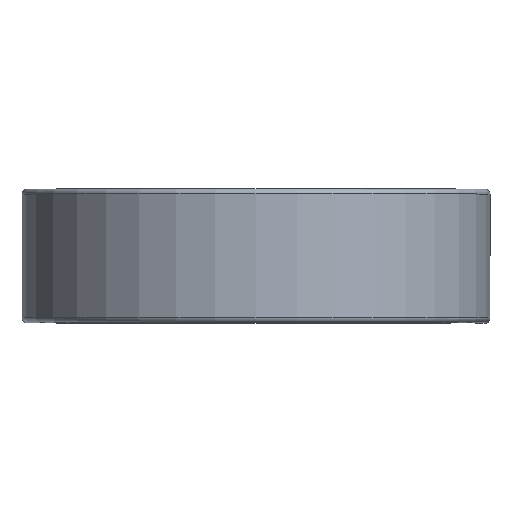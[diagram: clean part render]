
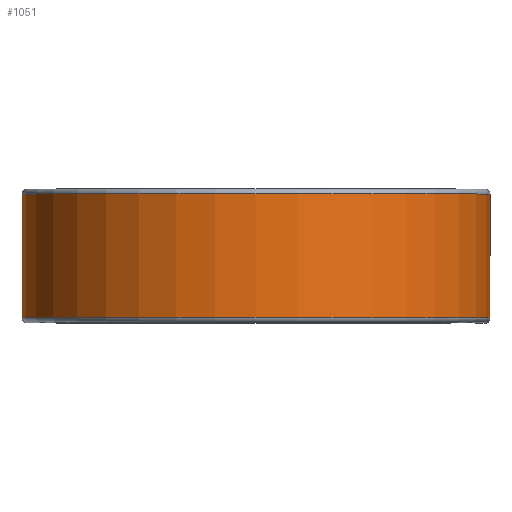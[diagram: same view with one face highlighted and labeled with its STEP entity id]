
A CAD part, top view. The second image highlights one B-rep face of the part: STEP entity #1051.
In plain terms, the highlighted cylindrical face has radius 36.144 mm (diameter 72.288 mm), a partial arc.
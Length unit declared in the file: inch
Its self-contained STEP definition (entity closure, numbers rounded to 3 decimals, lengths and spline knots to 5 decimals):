
#10 = ORIENTED_EDGE ( 'NONE', *, *, #1924, .F. ) ;
#57 = FACE_OUTER_BOUND ( 'NONE', #2361, .T. ) ;
#80 = LINE ( 'NONE', #1064, #2071 ) ;
#136 = DIRECTION ( 'NONE',  ( 0., 1., 0. ) ) ;
#220 = AXIS2_PLACEMENT_3D ( 'NONE', #391, #372, #346 ) ;
#346 = DIRECTION ( 'NONE',  ( 0., 0., -1. ) ) ;
#366 = DIRECTION ( 'NONE',  ( 0., 0., -1. ) ) ;
#372 = DIRECTION ( 'NONE',  ( 0., -1., 0. ) ) ;
#391 = CARTESIAN_POINT ( 'NONE',  ( 0., 0.37625, 0. ) ) ;
#454 = EDGE_CURVE ( 'NONE', #1592, #676, #1302, .T. ) ;
#497 = DIRECTION ( 'NONE',  ( 0., -1., 0. ) ) ;
#500 = CARTESIAN_POINT ( 'NONE',  ( 0., -0.37625, -1.423 ) ) ;
#507 = LINE ( 'NONE', #2304, #510 ) ;
#510 = VECTOR ( 'NONE', #736, 39.37008 ) ;
#526 = DIRECTION ( 'NONE',  ( 0., -1., 0. ) ) ;
#676 = VERTEX_POINT ( 'NONE', #2430 ) ;
#684 = CARTESIAN_POINT ( 'NONE',  ( 1.423, 0.37625, 0. ) ) ;
#718 = AXIS2_PLACEMENT_3D ( 'NONE', #1497, #526, #366 ) ;
#736 = DIRECTION ( 'NONE',  ( 0., 1., 0. ) ) ;
#804 = ORIENTED_EDGE ( 'NONE', *, *, #454, .T. ) ;
#1047 = ORIENTED_EDGE ( 'NONE', *, *, #2154, .F. ) ;
#1050 = VERTEX_POINT ( 'NONE', #1894 ) ;
#1051 = ADVANCED_FACE ( 'NONE', ( #57 ), #1506, .T. ) ;
#1064 = CARTESIAN_POINT ( 'NONE',  ( 1.423, 0.37625, 0. ) ) ;
#1302 = CIRCLE ( 'NONE', #220, 1.423 ) ;
#1497 = CARTESIAN_POINT ( 'NONE',  ( 0., 0.375, 0. ) ) ;
#1506 = CYLINDRICAL_SURFACE ( 'NONE', #718, 1.423 ) ;
#1560 = VERTEX_POINT ( 'NONE', #500 ) ;
#1592 = VERTEX_POINT ( 'NONE', #684 ) ;
#1651 = CARTESIAN_POINT ( 'NONE',  ( 0., -0.37625, 0. ) ) ;
#1853 = DIRECTION ( 'NONE',  ( 0., 0., -1. ) ) ;
#1894 = CARTESIAN_POINT ( 'NONE',  ( 1.423, -0.37625, 0. ) ) ;
#1918 = AXIS2_PLACEMENT_3D ( 'NONE', #1651, #497, #1853 ) ;
#1924 = EDGE_CURVE ( 'NONE', #1050, #1560, #2346, .T. ) ;
#1925 = EDGE_CURVE ( 'NONE', #1050, #1592, #80, .T. ) ;
#2071 = VECTOR ( 'NONE', #136, 39.37008 ) ;
#2154 = EDGE_CURVE ( 'NONE', #1560, #676, #507, .T. ) ;
#2292 = ORIENTED_EDGE ( 'NONE', *, *, #1925, .T. ) ;
#2304 = CARTESIAN_POINT ( 'NONE',  ( 0., 0.37625, -1.423 ) ) ;
#2346 = CIRCLE ( 'NONE', #1918, 1.423 ) ;
#2361 = EDGE_LOOP ( 'NONE', ( #2292, #804, #1047, #10 ) ) ;
#2430 = CARTESIAN_POINT ( 'NONE',  ( 0., 0.37625, -1.423 ) ) ;
